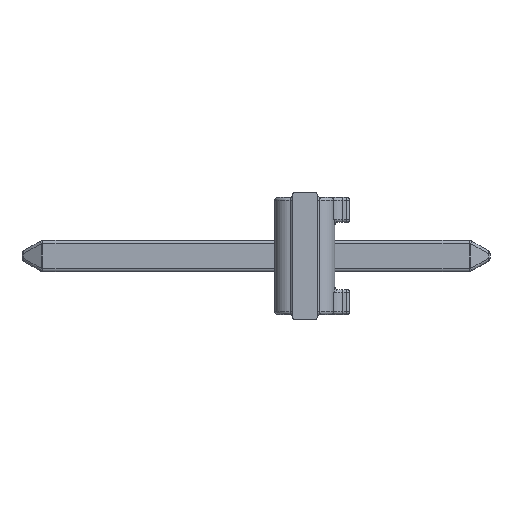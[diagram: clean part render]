
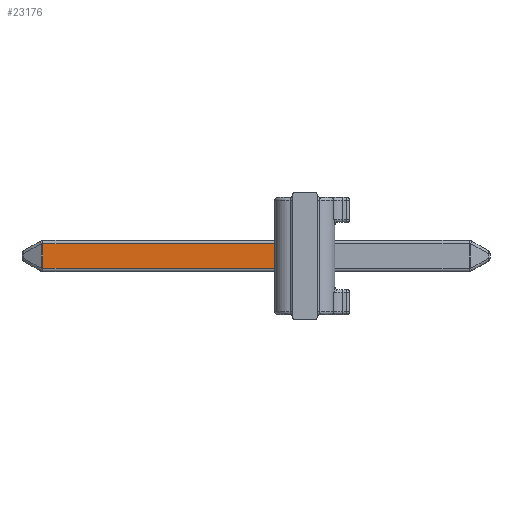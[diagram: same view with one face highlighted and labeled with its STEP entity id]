
A CAD part, left-side view. The second image highlights one B-rep face of the part: STEP entity #23176.
In plain terms, the highlighted planar face has unit normal (-1, 0, 0).
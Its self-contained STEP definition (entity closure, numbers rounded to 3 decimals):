
#197 = EDGE_CURVE ( 'NONE', #11942, #7118, #13972, .T. ) ;
#2250 = EDGE_LOOP ( 'NONE', ( #14901, #40714, #34790, #14626 ) ) ;
#2426 = CARTESIAN_POINT ( 'NONE',  ( -0.318, 5.231, -1.488 ) ) ;
#2852 = CARTESIAN_POINT ( 'NONE',  ( -0.318, 5.65, -1.488 ) ) ;
#3233 = VERTEX_POINT ( 'NONE', #34780 ) ;
#4553 = EDGE_CURVE ( 'NONE', #7118, #15891, #19521, .T. ) ;
#5577 = EDGE_CURVE ( 'NONE', #15891, #3233, #16897, .T. ) ;
#6084 = DIRECTION ( 'NONE',  ( 1., 0., 0. ) ) ;
#7118 = VERTEX_POINT ( 'NONE', #35801 ) ;
#8362 = VECTOR ( 'NONE', #24407, 1000. ) ;
#8925 = DIRECTION ( 'NONE',  ( 0., 0., -1. ) ) ;
#9043 = EDGE_CURVE ( 'NONE', #3233, #11942, #12732, .T. ) ;
#9209 = PLANE ( 'NONE',  #30219 ) ;
#10775 = DIRECTION ( 'NONE',  ( 0., 1., 0. ) ) ;
#11081 = CARTESIAN_POINT ( 'NONE',  ( -0.318, 5.231, -1.418 ) ) ;
#11154 = DIRECTION ( 'NONE',  ( 0., 0., 1. ) ) ;
#11942 = VERTEX_POINT ( 'NONE', #20656 ) ;
#12732 = LINE ( 'NONE', #30154, #37098 ) ;
#13972 = LINE ( 'NONE', #39363, #38260 ) ;
#14626 = ORIENTED_EDGE ( 'NONE', *, *, #5577, .T. ) ;
#14901 = ORIENTED_EDGE ( 'NONE', *, *, #9043, .T. ) ;
#15891 = VERTEX_POINT ( 'NONE', #11081 ) ;
#16897 = LINE ( 'NONE', #17928, #8362 ) ;
#17928 = CARTESIAN_POINT ( 'NONE',  ( -0.318, 5.65, -1.418 ) ) ;
#19521 = LINE ( 'NONE', #2426, #35397 ) ;
#20656 = CARTESIAN_POINT ( 'NONE',  ( -0.318, -0.08, -0.923 ) ) ;
#23176 = ADVANCED_FACE ( 'NONE', ( #28723 ), #9209, .F. ) ;
#24407 = DIRECTION ( 'NONE',  ( 0., -1., 0. ) ) ;
#28389 = DIRECTION ( 'NONE',  ( 0., 0., -1. ) ) ;
#28723 = FACE_OUTER_BOUND ( 'NONE', #2250, .T. ) ;
#30154 = CARTESIAN_POINT ( 'NONE',  ( -0.318, -0.08, -1.488 ) ) ;
#30219 = AXIS2_PLACEMENT_3D ( 'NONE', #2852, #6084, #28389 ) ;
#34780 = CARTESIAN_POINT ( 'NONE',  ( -0.318, -0.08, -1.418 ) ) ;
#34790 = ORIENTED_EDGE ( 'NONE', *, *, #4553, .T. ) ;
#35397 = VECTOR ( 'NONE', #8925, 1000. ) ;
#35801 = CARTESIAN_POINT ( 'NONE',  ( -0.318, 5.231, -0.923 ) ) ;
#37098 = VECTOR ( 'NONE', #11154, 1000. ) ;
#38260 = VECTOR ( 'NONE', #10775, 1000. ) ;
#39363 = CARTESIAN_POINT ( 'NONE',  ( -0.318, 5.65, -0.923 ) ) ;
#40714 = ORIENTED_EDGE ( 'NONE', *, *, #197, .T. ) ;
